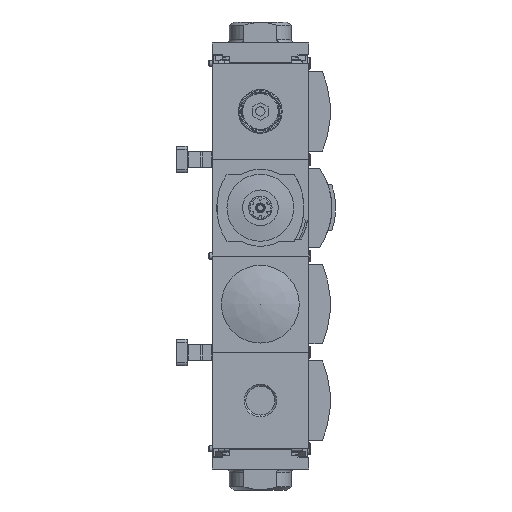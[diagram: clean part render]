
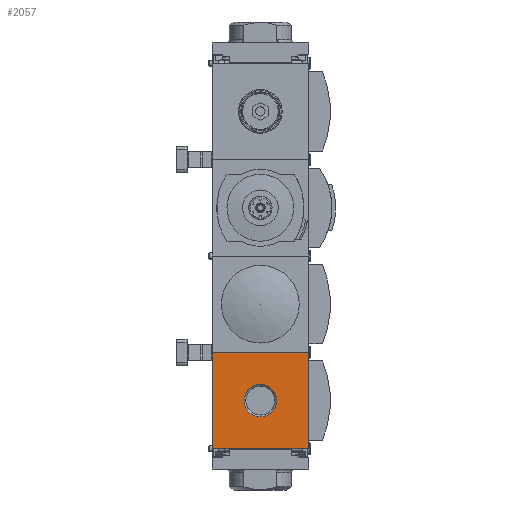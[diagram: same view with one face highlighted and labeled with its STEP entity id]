
A CAD part, front view. The second image highlights one B-rep face of the part: STEP entity #2057.
In plain terms, the highlighted planar face has unit normal (0, -1, 0).
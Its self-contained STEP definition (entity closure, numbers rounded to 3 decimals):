
#2057 = ADVANCED_FACE( '', ( #5443, #5444 ), #5445, .F. );
#5443 = FACE_BOUND( '', #10517, .T. );
#5444 = FACE_OUTER_BOUND( '', #10518, .T. );
#5445 = PLANE( '', #10519 );
#10517 = EDGE_LOOP( '', ( #16021 ) );
#10518 = EDGE_LOOP( '', ( #16022, #16023, #16024, #16025 ) );
#10519 = AXIS2_PLACEMENT_3D( '', #16026, #16027, #16028 );
#16021 = ORIENTED_EDGE( '', *, *, #30705, .T. );
#16022 = ORIENTED_EDGE( '', *, *, #30706, .F. );
#16023 = ORIENTED_EDGE( '', *, *, #30707, .F. );
#16024 = ORIENTED_EDGE( '', *, *, #30708, .F. );
#16025 = ORIENTED_EDGE( '', *, *, #30709, .F. );
#16026 = CARTESIAN_POINT( '', ( 0., -45., 0. ) );
#16027 = DIRECTION( '', ( 0., 1., 0. ) );
#16028 = DIRECTION( '', ( 0., 0., 1. ) );
#30705 = EDGE_CURVE( '', #36844, #36844, #36845, .T. );
#30706 = EDGE_CURVE( '', #36846, #36847, #36848, .T. );
#30707 = EDGE_CURVE( '', #36849, #36846, #36850, .T. );
#30708 = EDGE_CURVE( '', #36851, #36849, #36852, .T. );
#30709 = EDGE_CURVE( '', #36847, #36851, #36853, .T. );
#36844 = VERTEX_POINT( '', #45833 );
#36845 = CIRCLE( '', #45834, 10.478 );
#36846 = VERTEX_POINT( '', #45835 );
#36847 = VERTEX_POINT( '', #45836 );
#36848 = LINE( '', #45837, #45838 );
#36849 = VERTEX_POINT( '', #45839 );
#36850 = LINE( '', #45840, #45841 );
#36851 = VERTEX_POINT( '', #45842 );
#36852 = LINE( '', #45843, #45844 );
#36853 = LINE( '', #45845, #45846 );
#45833 = CARTESIAN_POINT( '', ( 0., -45., 10.478 ) );
#45834 = AXIS2_PLACEMENT_3D( '', #60471, #60472, #60473 );
#45835 = CARTESIAN_POINT( '', ( -31., -45., -31. ) );
#45836 = CARTESIAN_POINT( '', ( -31., -45., 31. ) );
#45837 = CARTESIAN_POINT( '', ( -31., -45., -31. ) );
#45838 = VECTOR( '', #60474, 1000. );
#45839 = CARTESIAN_POINT( '', ( 31., -45., -31. ) );
#45840 = CARTESIAN_POINT( '', ( 31., -45., -31. ) );
#45841 = VECTOR( '', #60475, 1000. );
#45842 = CARTESIAN_POINT( '', ( 31., -45., 31. ) );
#45843 = CARTESIAN_POINT( '', ( 31., -45., 31. ) );
#45844 = VECTOR( '', #60476, 1000. );
#45845 = CARTESIAN_POINT( '', ( -31., -45., 31. ) );
#45846 = VECTOR( '', #60477, 1000. );
#60471 = CARTESIAN_POINT( '', ( 0., -45., 0. ) );
#60472 = DIRECTION( '', ( 0., 1., 0. ) );
#60473 = DIRECTION( '', ( 0., 0., 1. ) );
#60474 = DIRECTION( '', ( 0., 0., 1. ) );
#60475 = DIRECTION( '', ( -1., 0., 0. ) );
#60476 = DIRECTION( '', ( 0., 0., -1. ) );
#60477 = DIRECTION( '', ( 1., 0., 0. ) );
